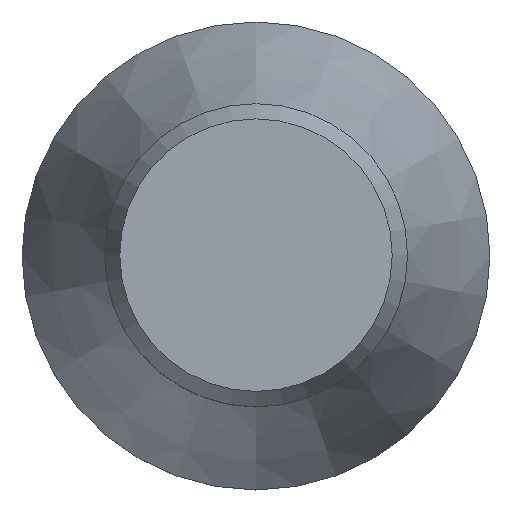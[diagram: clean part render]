
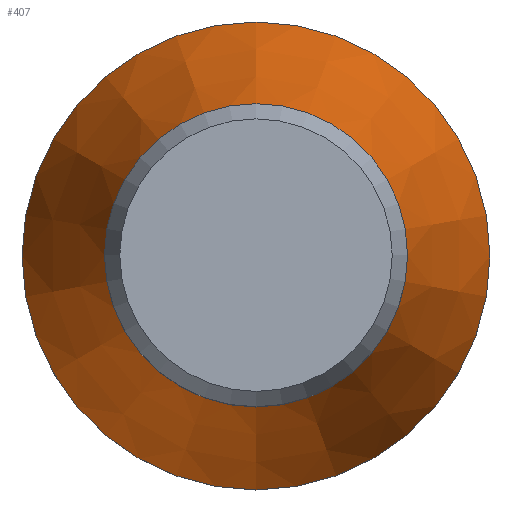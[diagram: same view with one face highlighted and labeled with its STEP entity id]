
A CAD part, top view. The second image highlights one B-rep face of the part: STEP entity #407.
In plain terms, the highlighted conical face has half-angle 16.591 degrees and reference radius 10.175 mm.
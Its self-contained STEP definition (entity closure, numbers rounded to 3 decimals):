
#64=FACE_OUTER_BOUND('',#91,.T.);
#91=EDGE_LOOP('',(#370,#371,#372,#373));
#125=LINE('',#711,#158);
#158=VECTOR('',#591,10.175);
#176=CIRCLE('',#465,12.35);
#177=CIRCLE('',#467,8.);
#211=VERTEX_POINT('',#705);
#212=VERTEX_POINT('',#709);
#263=EDGE_CURVE('',#211,#211,#176,.T.);
#265=EDGE_CURVE('',#212,#212,#177,.T.);
#266=EDGE_CURVE('',#212,#211,#125,.T.);
#370=ORIENTED_EDGE('',*,*,#265,.F.);
#371=ORIENTED_EDGE('',*,*,#266,.T.);
#372=ORIENTED_EDGE('',*,*,#263,.T.);
#373=ORIENTED_EDGE('',*,*,#266,.F.);
#384=CONICAL_SURFACE('',#466,10.175,0.29);
#407=ADVANCED_FACE('',(#64),#384,.T.);
#465=AXIS2_PLACEMENT_3D('',#706,#584,#585);
#466=AXIS2_PLACEMENT_3D('',#708,#587,#588);
#467=AXIS2_PLACEMENT_3D('',#710,#589,#590);
#584=DIRECTION('center_axis',(0.,0.,1.));
#585=DIRECTION('ref_axis',(1.,0.,0.));
#587=DIRECTION('center_axis',(0.,0.,-1.));
#588=DIRECTION('ref_axis',(0.,-1.,0.));
#589=DIRECTION('center_axis',(0.,0.,1.));
#590=DIRECTION('ref_axis',(1.,0.,0.));
#591=DIRECTION('',(0.,0.286,-0.958));
#705=CARTESIAN_POINT('',(0.,12.35,8.9));
#706=CARTESIAN_POINT('Origin',(0.,0.,8.9));
#708=CARTESIAN_POINT('Origin',(0.,0.,16.2));
#709=CARTESIAN_POINT('',(0.,8.,23.5));
#710=CARTESIAN_POINT('Origin',(0.,0.,23.5));
#711=CARTESIAN_POINT('',(0.,10.175,16.2));
